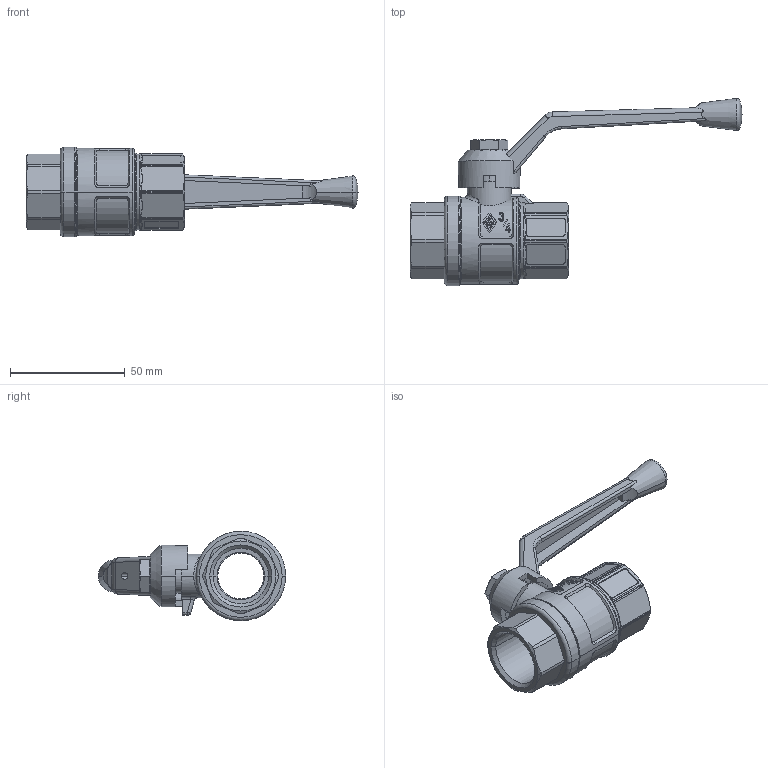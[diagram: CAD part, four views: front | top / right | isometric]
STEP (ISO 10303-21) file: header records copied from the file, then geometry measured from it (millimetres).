
FILE_DESCRIPTION(('Creo Elements/Direct Modeling STEP Export'),'2;1');
FILE_NAME('9010050000.stp','2021-05-26T 9:56:31',(''),(''),'Creo Elements/Direct Modeling STEP processor for AP214 (Solid Model)','Creo Elements/Direct Modeling 20.1D 10-Oct-2020 (C) Parametric Technology GmbH','');
FILE_SCHEMA(('AUTOMOTIVE_DESIGN { 1 0 10303 214 1 1 1 1 }'));
Products named in the file (2): 9010050000
Assembly tree (1 placements, depth 2):
  9010050000
    9010050000
Bounding box: 144.5 x 81.49 x 39 mm (x, y, z)
Volume: 53168.5 mm3; surface area: 22808.9 mm2
Topology: 1 solids, 1 shells, 658 faces, 1767 edges, 1124 vertices
Faces by surface type: plane 342, cylinder 154, bspline 65, cone 62, torus 25, extrusion 8, sphere 2
Entity records: 43615 total; most frequent: CARTESIAN_POINT 27444, ORIENTED_EDGE 3502, DIRECTION 2858, EDGE_CURVE 1751, VERTEX_POINT 1124, AXIS2_PLACEMENT_3D 1079, VECTOR 700, LINE 692
